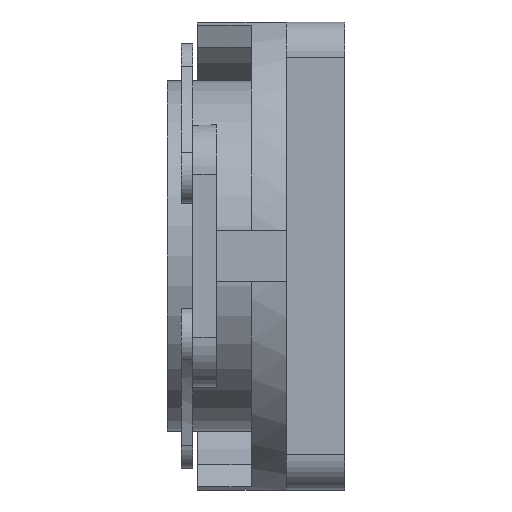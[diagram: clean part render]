
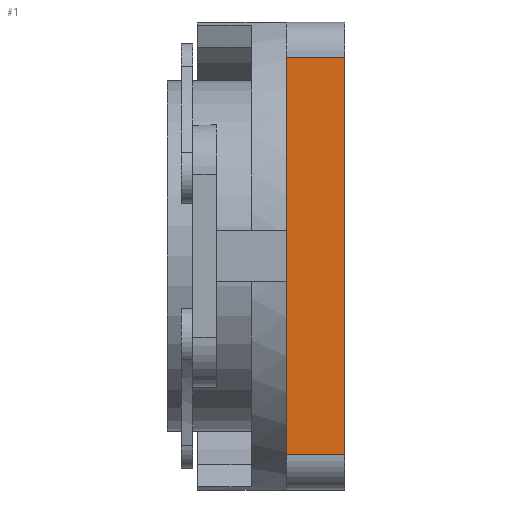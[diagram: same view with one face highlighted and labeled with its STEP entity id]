
A CAD part, left-side view. The second image highlights one B-rep face of the part: STEP entity #1.
In plain terms, the highlighted planar face has unit normal (-1, 0, 0).
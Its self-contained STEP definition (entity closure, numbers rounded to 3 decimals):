
#1 = ADVANCED_FACE ( 'NONE', ( #2546 ), #4202, .F. ) ;
#49 = ORIENTED_EDGE ( 'NONE', *, *, #2655, .F. ) ;
#74 = CARTESIAN_POINT ( 'NONE',  ( -20., 2.5, -8.5 ) ) ;
#212 = ORIENTED_EDGE ( 'NONE', *, *, #2611, .F. ) ;
#357 = DIRECTION ( 'NONE',  ( 0., 0., -1. ) ) ;
#627 = CARTESIAN_POINT ( 'NONE',  ( -20., 2.5, 8.5 ) ) ;
#704 = CARTESIAN_POINT ( 'NONE',  ( -20., 2.5, -8.5 ) ) ;
#800 = CARTESIAN_POINT ( 'NONE',  ( -20., 0., -8.5 ) ) ;
#837 = VERTEX_POINT ( 'NONE', #1164 ) ;
#888 = VECTOR ( 'NONE', #1623, 1000. ) ;
#949 = AXIS2_PLACEMENT_3D ( 'NONE', #74, #3335, #357 ) ;
#1127 = LINE ( 'NONE', #704, #2509 ) ;
#1164 = CARTESIAN_POINT ( 'NONE',  ( -20., 2.5, -8.5 ) ) ;
#1194 = VECTOR ( 'NONE', #1906, 1000. ) ;
#1238 = EDGE_CURVE ( 'NONE', #2794, #2530, #2084, .T. ) ;
#1329 = LINE ( 'NONE', #627, #3832 ) ;
#1497 = VERTEX_POINT ( 'NONE', #3014 ) ;
#1623 = DIRECTION ( 'NONE',  ( 0., -1., 0. ) ) ;
#1893 = EDGE_CURVE ( 'NONE', #837, #2794, #2529, .T. ) ;
#1906 = DIRECTION ( 'NONE',  ( 0., 0., 1. ) ) ;
#2084 = LINE ( 'NONE', #3204, #1194 ) ;
#2131 = ORIENTED_EDGE ( 'NONE', *, *, #1893, .T. ) ;
#2509 = VECTOR ( 'NONE', #3002, 1000. ) ;
#2529 = LINE ( 'NONE', #3255, #888 ) ;
#2530 = VERTEX_POINT ( 'NONE', #3839 ) ;
#2546 = FACE_OUTER_BOUND ( 'NONE', #3555, .T. ) ;
#2611 = EDGE_CURVE ( 'NONE', #1497, #2530, #1329, .T. ) ;
#2641 = ORIENTED_EDGE ( 'NONE', *, *, #1238, .T. ) ;
#2655 = EDGE_CURVE ( 'NONE', #837, #1497, #1127, .T. ) ;
#2794 = VERTEX_POINT ( 'NONE', #800 ) ;
#3002 = DIRECTION ( 'NONE',  ( 0., 0., 1. ) ) ;
#3014 = CARTESIAN_POINT ( 'NONE',  ( -20., 2.5, 8.5 ) ) ;
#3204 = CARTESIAN_POINT ( 'NONE',  ( -20., 0., -8.5 ) ) ;
#3255 = CARTESIAN_POINT ( 'NONE',  ( -20., 2.5, -8.5 ) ) ;
#3335 = DIRECTION ( 'NONE',  ( 1., 0., 0. ) ) ;
#3555 = EDGE_LOOP ( 'NONE', ( #2641, #212, #49, #2131 ) ) ;
#3832 = VECTOR ( 'NONE', #4229, 1000. ) ;
#3839 = CARTESIAN_POINT ( 'NONE',  ( -20., 0., 8.5 ) ) ;
#4202 = PLANE ( 'NONE',  #949 ) ;
#4229 = DIRECTION ( 'NONE',  ( 0., -1., 0. ) ) ;
